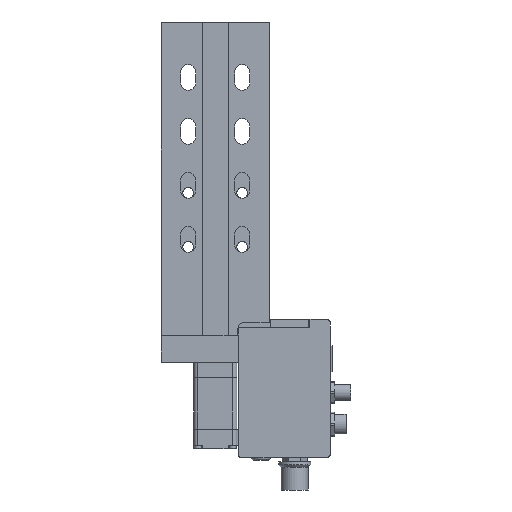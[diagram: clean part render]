
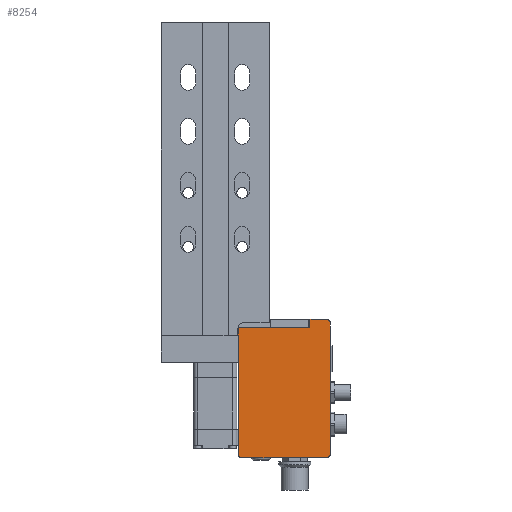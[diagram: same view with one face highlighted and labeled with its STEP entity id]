
A CAD part, front view. The second image highlights one B-rep face of the part: STEP entity #8254.
In plain terms, the highlighted planar face has unit normal (0, -1, 0).
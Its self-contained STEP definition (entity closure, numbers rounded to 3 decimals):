
#147 = CARTESIAN_POINT ( 'NONE',  ( 53.25, -10.1, 19.9 ) ) ;
#257 = VECTOR ( 'NONE', #12353, 1000. ) ;
#974 = CARTESIAN_POINT ( 'NONE',  ( 51.55, -10.1, -42.4 ) ) ;
#987 = VERTEX_POINT ( 'NONE', #13346 ) ;
#1302 = AXIS2_PLACEMENT_3D ( 'NONE', #2319, #16626, #12688 ) ;
#1563 = VERTEX_POINT ( 'NONE', #7652 ) ;
#1962 = LINE ( 'NONE', #5911, #11549 ) ;
#2319 = CARTESIAN_POINT ( 'NONE',  ( 0., -10.1, 0. ) ) ;
#2335 = CIRCLE ( 'NONE', #4530, 1.7 ) ;
#2476 = AXIS2_PLACEMENT_3D ( 'NONE', #5925, #7369, #16533 ) ;
#2641 = CARTESIAN_POINT ( 'NONE',  ( 12.3, -10.1, -44.1 ) ) ;
#2645 = EDGE_CURVE ( 'NONE', #3441, #10013, #5742, .T. ) ;
#2811 = EDGE_LOOP ( 'NONE', ( #15736, #9139, #9610, #6131, #5215, #6954, #15064, #16900, #14071 ) ) ;
#3086 = DIRECTION ( 'NONE',  ( 0., 0., 1. ) ) ;
#3441 = VERTEX_POINT ( 'NONE', #4558 ) ;
#3631 = DIRECTION ( 'NONE',  ( 0., -1., 0. ) ) ;
#3865 = AXIS2_PLACEMENT_3D ( 'NONE', #974, #3631, #14229 ) ;
#3932 = DIRECTION ( 'NONE',  ( 0., 0., 1. ) ) ;
#4330 = VECTOR ( 'NONE', #12560, 1000. ) ;
#4395 = EDGE_CURVE ( 'NONE', #10653, #987, #9729, .T. ) ;
#4444 = LINE ( 'NONE', #14709, #15529 ) ;
#4480 = LINE ( 'NONE', #12183, #257 ) ;
#4530 = AXIS2_PLACEMENT_3D ( 'NONE', #16859, #9235, #3932 ) ;
#4551 = VECTOR ( 'NONE', #16192, 1000. ) ;
#4558 = CARTESIAN_POINT ( 'NONE',  ( 51.55, -10.1, -44.1 ) ) ;
#5215 = ORIENTED_EDGE ( 'NONE', *, *, #11101, .F. ) ;
#5457 = EDGE_CURVE ( 'NONE', #10868, #12565, #4444, .T. ) ;
#5742 = LINE ( 'NONE', #12156, #4551 ) ;
#5911 = CARTESIAN_POINT ( 'NONE',  ( 43.85, -10.1, 15.9 ) ) ;
#5925 = CARTESIAN_POINT ( 'NONE',  ( 12.3, -10.1, -42.4 ) ) ;
#6131 = ORIENTED_EDGE ( 'NONE', *, *, #12927, .T. ) ;
#6269 = PLANE ( 'NONE',  #1302 ) ;
#6736 = EDGE_CURVE ( 'NONE', #9457, #10868, #4480, .T. ) ;
#6863 = VECTOR ( 'NONE', #8097, 1000. ) ;
#6927 = DIRECTION ( 'NONE',  ( 1., 0., 0. ) ) ;
#6954 = ORIENTED_EDGE ( 'NONE', *, *, #16756, .T. ) ;
#7211 = VERTEX_POINT ( 'NONE', #11363 ) ;
#7369 = DIRECTION ( 'NONE',  ( 0., -1., 0. ) ) ;
#7652 = CARTESIAN_POINT ( 'NONE',  ( 53.25, -10.1, -42.4 ) ) ;
#8097 = DIRECTION ( 'NONE',  ( 0., 0., -1. ) ) ;
#8254 = ADVANCED_FACE ( 'NONE', ( #11573 ), #6269, .F. ) ;
#8612 = CARTESIAN_POINT ( 'NONE',  ( 43.85, -10.1, 19.9 ) ) ;
#9139 = ORIENTED_EDGE ( 'NONE', *, *, #10890, .T. ) ;
#9235 = DIRECTION ( 'NONE',  ( 0., -1., 0. ) ) ;
#9457 = VERTEX_POINT ( 'NONE', #11743 ) ;
#9594 = CIRCLE ( 'NONE', #2476, 1.7 ) ;
#9610 = ORIENTED_EDGE ( 'NONE', *, *, #2645, .F. ) ;
#9729 = LINE ( 'NONE', #8612, #4330 ) ;
#10013 = VERTEX_POINT ( 'NONE', #2641 ) ;
#10653 = VERTEX_POINT ( 'NONE', #14222 ) ;
#10868 = VERTEX_POINT ( 'NONE', #13628 ) ;
#10890 = EDGE_CURVE ( 'NONE', #9457, #10013, #9594, .T. ) ;
#11101 = EDGE_CURVE ( 'NONE', #7211, #1563, #14432, .T. ) ;
#11363 = CARTESIAN_POINT ( 'NONE',  ( 53.25, -10.1, 18.2 ) ) ;
#11375 = CARTESIAN_POINT ( 'NONE',  ( 43.85, -10.1, 15.9 ) ) ;
#11549 = VECTOR ( 'NONE', #3086, 1000. ) ;
#11573 = FACE_OUTER_BOUND ( 'NONE', #2811, .T. ) ;
#11743 = CARTESIAN_POINT ( 'NONE',  ( 10.6, -10.1, -42.4 ) ) ;
#12156 = CARTESIAN_POINT ( 'NONE',  ( 53.25, -10.1, -44.1 ) ) ;
#12183 = CARTESIAN_POINT ( 'NONE',  ( 10.6, -10.1, -44.1 ) ) ;
#12353 = DIRECTION ( 'NONE',  ( 0., 0., 1. ) ) ;
#12560 = DIRECTION ( 'NONE',  ( 1., 0., 0. ) ) ;
#12565 = VERTEX_POINT ( 'NONE', #11375 ) ;
#12688 = DIRECTION ( 'NONE',  ( 0., 0., 1. ) ) ;
#12927 = EDGE_CURVE ( 'NONE', #3441, #1563, #13971, .T. ) ;
#13346 = CARTESIAN_POINT ( 'NONE',  ( 51.55, -10.1, 19.9 ) ) ;
#13628 = CARTESIAN_POINT ( 'NONE',  ( 10.6, -10.1, 15.9 ) ) ;
#13633 = EDGE_CURVE ( 'NONE', #12565, #10653, #1962, .T. ) ;
#13971 = CIRCLE ( 'NONE', #3865, 1.7 ) ;
#14071 = ORIENTED_EDGE ( 'NONE', *, *, #5457, .F. ) ;
#14222 = CARTESIAN_POINT ( 'NONE',  ( 43.85, -10.1, 19.9 ) ) ;
#14229 = DIRECTION ( 'NONE',  ( 0., 0., 1. ) ) ;
#14432 = LINE ( 'NONE', #147, #6863 ) ;
#14709 = CARTESIAN_POINT ( 'NONE',  ( 10.6, -10.1, 15.9 ) ) ;
#15064 = ORIENTED_EDGE ( 'NONE', *, *, #4395, .F. ) ;
#15529 = VECTOR ( 'NONE', #6927, 1000. ) ;
#15736 = ORIENTED_EDGE ( 'NONE', *, *, #6736, .F. ) ;
#16192 = DIRECTION ( 'NONE',  ( -1., 0., 0. ) ) ;
#16533 = DIRECTION ( 'NONE',  ( 0., 0., 1. ) ) ;
#16626 = DIRECTION ( 'NONE',  ( 0., 1., 0. ) ) ;
#16756 = EDGE_CURVE ( 'NONE', #7211, #987, #2335, .T. ) ;
#16859 = CARTESIAN_POINT ( 'NONE',  ( 51.55, -10.1, 18.2 ) ) ;
#16900 = ORIENTED_EDGE ( 'NONE', *, *, #13633, .F. ) ;
